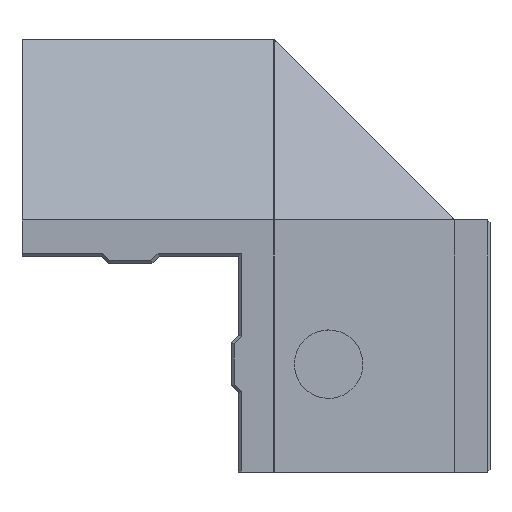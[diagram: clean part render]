
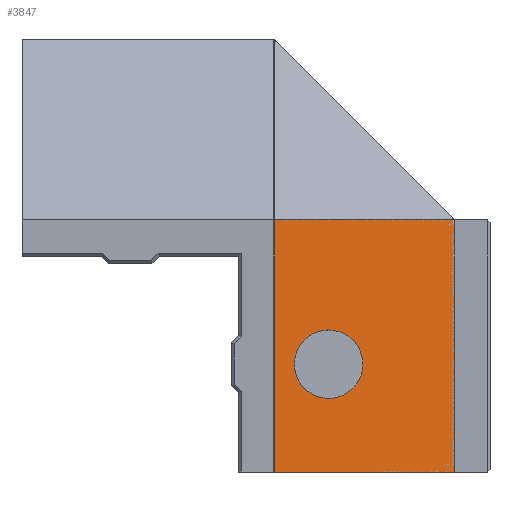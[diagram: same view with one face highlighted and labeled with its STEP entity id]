
A CAD part, front view. The second image highlights one B-rep face of the part: STEP entity #3847.
In plain terms, the highlighted planar face has unit normal (0.707, -0.707, 0).
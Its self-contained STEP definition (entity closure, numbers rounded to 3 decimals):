
#40=ELLIPSE('',#4047,6.718,4.75);
#222=LINE('',#5717,#741);
#224=LINE('',#5722,#743);
#225=LINE('',#5723,#744);
#226=LINE('',#5724,#745);
#741=VECTOR('',#4636,10.);
#743=VECTOR('',#4640,10.);
#744=VECTOR('',#4641,10.);
#745=VECTOR('',#4642,10.);
#1098=FACE_BOUND('',#1405,.T.);
#1177=FACE_OUTER_BOUND('',#1404,.T.);
#1404=EDGE_LOOP('',(#2796,#2797,#2798,#2799));
#1405=EDGE_LOOP('',(#2800));
#1596=VERTEX_POINT('',#5349);
#1711=VERTEX_POINT('',#5704);
#1714=VERTEX_POINT('',#5716);
#1715=VERTEX_POINT('',#5720);
#1716=VERTEX_POINT('',#5721);
#1935=EDGE_CURVE('',#1596,#1596,#40,.T.);
#2117=EDGE_CURVE('',#1711,#1714,#222,.T.);
#2119=EDGE_CURVE('',#1715,#1716,#224,.T.);
#2120=EDGE_CURVE('',#1716,#1711,#225,.T.);
#2121=EDGE_CURVE('',#1714,#1715,#226,.T.);
#2796=ORIENTED_EDGE('',*,*,#2119,.T.);
#2797=ORIENTED_EDGE('',*,*,#2120,.T.);
#2798=ORIENTED_EDGE('',*,*,#2117,.T.);
#2799=ORIENTED_EDGE('',*,*,#2121,.T.);
#2800=ORIENTED_EDGE('',*,*,#1935,.T.);
#3635=PLANE('',#4116);
#3847=ADVANCED_FACE('',(#1177,#1098),#3635,.T.);
#4047=AXIS2_PLACEMENT_3D('',#5351,#4319,#4320);
#4116=AXIS2_PLACEMENT_3D('',#5719,#4638,#4639);
#4319=DIRECTION('center_axis',(-0.707,0.707,0.));
#4320=DIRECTION('ref_axis',(0.707,0.707,0.));
#4636=DIRECTION('',(-0.707,-0.707,0.));
#4638=DIRECTION('center_axis',(0.707,-0.707,0.));
#4639=DIRECTION('ref_axis',(0.,0.,
-1.));
#4640=DIRECTION('',(0.707,0.707,0.));
#4641=DIRECTION('',(0.,0.,1.));
#4642=DIRECTION('',(0.,0.,-1.));
#5349=CARTESIAN_POINT('',(957.071,635.143,-520.477));
#5351=CARTESIAN_POINT('Origin',(961.821,639.893,-520.477));
#5704=CARTESIAN_POINT('',(979.234,657.306,-500.457));
#5716=CARTESIAN_POINT('',(954.233,632.305,-500.457));
#5717=CARTESIAN_POINT('',(979.234,657.306,-500.457));
#5719=CARTESIAN_POINT('Origin',(966.733,644.806,-520.458));
#5720=CARTESIAN_POINT('',(954.233,632.305,-535.459));
#5721=CARTESIAN_POINT('',(979.234,657.306,-535.459));
#5722=CARTESIAN_POINT('',(966.733,644.806,-535.459));
#5723=CARTESIAN_POINT('',(979.234,657.306,-520.458));
#5724=CARTESIAN_POINT('',(954.233,632.305,-520.458));
